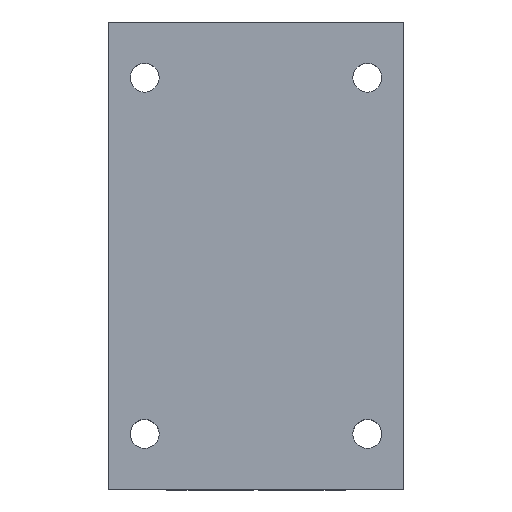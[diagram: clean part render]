
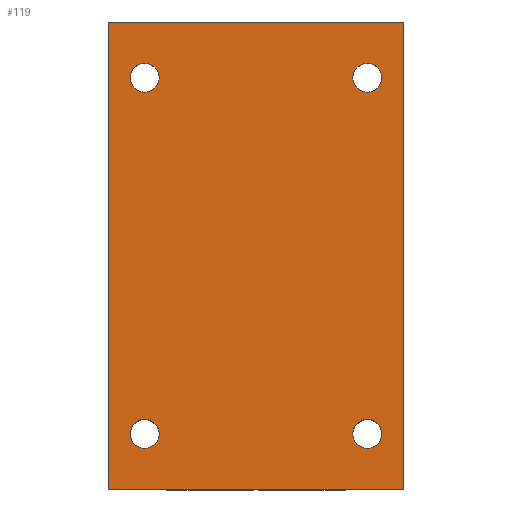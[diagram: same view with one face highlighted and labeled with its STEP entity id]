
A CAD part, top view. The second image highlights one B-rep face of the part: STEP entity #119.
In plain terms, the highlighted planar face has unit normal (0, 0, 1).
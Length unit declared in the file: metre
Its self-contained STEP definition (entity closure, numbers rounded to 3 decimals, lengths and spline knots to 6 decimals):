
#119 = ADVANCED_FACE( '', ( #253, #254, #255, #256, #257 ), #258, .T. );
#253 = FACE_BOUND( '', #400, .T. );
#254 = FACE_BOUND( '', #401, .T. );
#255 = FACE_BOUND( '', #402, .T. );
#256 = FACE_BOUND( '', #403, .T. );
#257 = FACE_OUTER_BOUND( '', #404, .T. );
#258 = PLANE( '', #405 );
#400 = EDGE_LOOP( '', ( #692 ) );
#401 = EDGE_LOOP( '', ( #693 ) );
#402 = EDGE_LOOP( '', ( #694 ) );
#403 = EDGE_LOOP( '', ( #695 ) );
#404 = EDGE_LOOP( '', ( #696, #697, #698, #699 ) );
#405 = AXIS2_PLACEMENT_3D( '', #700, #701, #702 );
#692 = ORIENTED_EDGE( '', *, *, #953, .F. );
#693 = ORIENTED_EDGE( '', *, *, #954, .F. );
#694 = ORIENTED_EDGE( '', *, *, #845, .F. );
#695 = ORIENTED_EDGE( '', *, *, #942, .F. );
#696 = ORIENTED_EDGE( '', *, *, #915, .F. );
#697 = ORIENTED_EDGE( '', *, *, #955, .F. );
#698 = ORIENTED_EDGE( '', *, *, #948, .T. );
#699 = ORIENTED_EDGE( '', *, *, #956, .T. );
#700 = CARTESIAN_POINT( '', ( -0.0265, -0.042, 0.021 ) );
#701 = DIRECTION( '', ( 0., 0., 1. ) );
#702 = DIRECTION( '', ( 1., 0., 0. ) );
#845 = EDGE_CURVE( '', #1004, #1004, #1005, .T. );
#915 = EDGE_CURVE( '', #1119, #1121, #1122, .T. );
#942 = EDGE_CURVE( '', #1158, #1158, #1159, .T. );
#948 = EDGE_CURVE( '', #1167, #1165, #1168, .T. );
#953 = EDGE_CURVE( '', #1173, #1173, #1174, .T. );
#954 = EDGE_CURVE( '', #1175, #1175, #1176, .T. );
#955 = EDGE_CURVE( '', #1167, #1119, #1177, .T. );
#956 = EDGE_CURVE( '', #1165, #1121, #1178, .T. );
#1004 = VERTEX_POINT( '', #1297 );
#1005 = CIRCLE( '', #1298, 0.0026 );
#1119 = VERTEX_POINT( '', #1455 );
#1121 = VERTEX_POINT( '', #1458 );
#1122 = LINE( '', #1459, #1460 );
#1158 = VERTEX_POINT( '', #1506 );
#1159 = CIRCLE( '', #1507, 0.0026 );
#1165 = VERTEX_POINT( '', #1515 );
#1167 = VERTEX_POINT( '', #1518 );
#1168 = LINE( '', #1519, #1520 );
#1173 = VERTEX_POINT( '', #1529 );
#1174 = CIRCLE( '', #1530, 0.0026 );
#1175 = VERTEX_POINT( '', #1531 );
#1176 = CIRCLE( '', #1532, 0.0026 );
#1177 = LINE( '', #1533, #1534 );
#1178 = LINE( '', #1535, #1536 );
#1297 = CARTESIAN_POINT( '', ( 0.0226, -0.032, 0.021 ) );
#1298 = AXIS2_PLACEMENT_3D( '', #1585, #1586, #1587 );
#1455 = CARTESIAN_POINT( '', ( -0.0265, 0.042, 0.021 ) );
#1458 = CARTESIAN_POINT( '', ( 0.0265, 0.042, 0.021 ) );
#1459 = CARTESIAN_POINT( '', ( -0.0265, 0.042, 0.021 ) );
#1460 = VECTOR( '', #1668, 1. );
#1506 = CARTESIAN_POINT( '', ( 0.0226, 0.032, 0.021 ) );
#1507 = AXIS2_PLACEMENT_3D( '', #1703, #1704, #1705 );
#1515 = CARTESIAN_POINT( '', ( 0.0265, -0.042, 0.021 ) );
#1518 = CARTESIAN_POINT( '', ( -0.0265, -0.042, 0.021 ) );
#1519 = CARTESIAN_POINT( '', ( -0.0265, -0.042, 0.021 ) );
#1520 = VECTOR( '', #1712, 1. );
#1529 = CARTESIAN_POINT( '', ( -0.0174, 0.032, 0.021 ) );
#1530 = AXIS2_PLACEMENT_3D( '', #1714, #1715, #1716 );
#1531 = CARTESIAN_POINT( '', ( -0.0174, -0.032, 0.021 ) );
#1532 = AXIS2_PLACEMENT_3D( '', #1717, #1718, #1719 );
#1533 = CARTESIAN_POINT( '', ( -0.0265, -0.042, 0.021 ) );
#1534 = VECTOR( '', #1720, 1. );
#1535 = CARTESIAN_POINT( '', ( 0.0265, -0.042, 0.021 ) );
#1536 = VECTOR( '', #1721, 1. );
#1585 = CARTESIAN_POINT( '', ( 0.02, -0.032, 0.021 ) );
#1586 = DIRECTION( '', ( 0., 0., 1. ) );
#1587 = DIRECTION( '', ( 1., 0., 0. ) );
#1668 = DIRECTION( '', ( 1., 0., 0. ) );
#1703 = CARTESIAN_POINT( '', ( 0.02, 0.032, 0.021 ) );
#1704 = DIRECTION( '', ( 0., 0., 1. ) );
#1705 = DIRECTION( '', ( 1., 0., 0. ) );
#1712 = DIRECTION( '', ( 1., 0., 0. ) );
#1714 = CARTESIAN_POINT( '', ( -0.02, 0.032, 0.021 ) );
#1715 = DIRECTION( '', ( 0., 0., 1. ) );
#1716 = DIRECTION( '', ( 1., 0., 0. ) );
#1717 = CARTESIAN_POINT( '', ( -0.02, -0.032, 0.021 ) );
#1718 = DIRECTION( '', ( 0., 0., 1. ) );
#1719 = DIRECTION( '', ( 1., 0., 0. ) );
#1720 = DIRECTION( '', ( 0., 1., 0. ) );
#1721 = DIRECTION( '', ( 0., 1., 0. ) );
